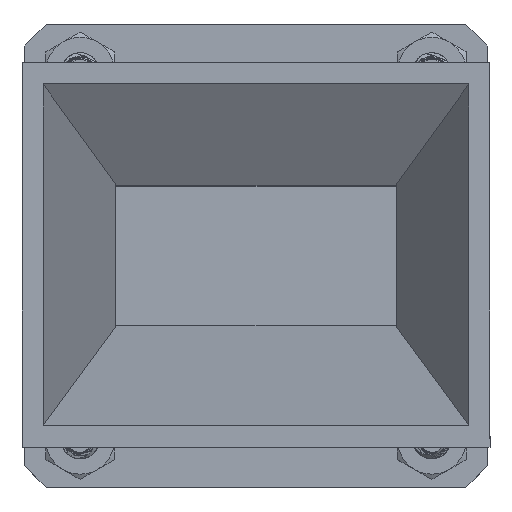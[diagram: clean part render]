
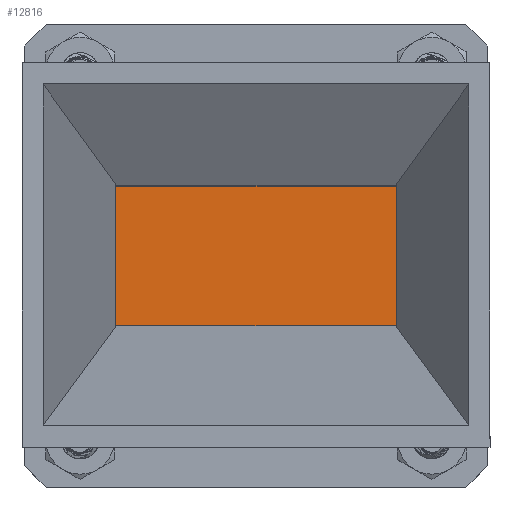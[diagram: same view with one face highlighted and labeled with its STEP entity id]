
A CAD part, top view. The second image highlights one B-rep face of the part: STEP entity #12816.
In plain terms, the highlighted face is planar.
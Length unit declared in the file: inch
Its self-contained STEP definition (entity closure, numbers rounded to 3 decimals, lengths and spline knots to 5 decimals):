
#75 = DIRECTION ( 'NONE',  ( 0., -1., 0. ) ) ;
#385 = EDGE_CURVE ( 'NONE', #6576, #4052, #2272, .T. ) ;
#777 = DIRECTION ( 'NONE',  ( 0., 0., 1. ) ) ;
#835 = ORIENTED_EDGE ( 'NONE', *, *, #385, .T. ) ;
#1083 = CARTESIAN_POINT ( 'NONE',  ( 1., 0.255, -0.51 ) ) ;
#1150 = ORIENTED_EDGE ( 'NONE', *, *, #10781, .T. ) ;
#1597 = VECTOR ( 'NONE', #9255, 39.37008 ) ;
#1883 = CARTESIAN_POINT ( 'NONE',  ( 1., 0., 0. ) ) ;
#2025 = PLANE ( 'NONE',  #4155 ) ;
#2272 = LINE ( 'NONE', #6681, #12901 ) ;
#2719 = VERTEX_POINT ( 'NONE', #12693 ) ;
#3683 = CARTESIAN_POINT ( 'NONE',  ( 1., 0.255, 0.51 ) ) ;
#4052 = VERTEX_POINT ( 'NONE', #12774 ) ;
#4155 = AXIS2_PLACEMENT_3D ( 'NONE', #1883, #8543, #777 ) ;
#4340 = VECTOR ( 'NONE', #4575, 39.37008 ) ;
#4575 = DIRECTION ( 'NONE',  ( 0., 0., -1. ) ) ;
#6390 = LINE ( 'NONE', #10801, #7988 ) ;
#6530 = EDGE_CURVE ( 'NONE', #11301, #2719, #9841, .T. ) ;
#6576 = VERTEX_POINT ( 'NONE', #13459 ) ;
#6681 = CARTESIAN_POINT ( 'NONE',  ( 1., 0.255, -0.51 ) ) ;
#6987 = EDGE_LOOP ( 'NONE', ( #835, #11670, #10759, #1150 ) ) ;
#7389 = FACE_OUTER_BOUND ( 'NONE', #6987, .T. ) ;
#7770 = LINE ( 'NONE', #1083, #4340 ) ;
#7988 = VECTOR ( 'NONE', #9718, 39.37008 ) ;
#8543 = DIRECTION ( 'NONE',  ( -1., 0., 0. ) ) ;
#9086 = EDGE_CURVE ( 'NONE', #4052, #11301, #6390, .T. ) ;
#9255 = DIRECTION ( 'NONE',  ( 0., 1., 0. ) ) ;
#9718 = DIRECTION ( 'NONE',  ( 0., 0., 1. ) ) ;
#9841 = LINE ( 'NONE', #3683, #1597 ) ;
#10635 = CARTESIAN_POINT ( 'NONE',  ( 1., -0.255, 0.51 ) ) ;
#10759 = ORIENTED_EDGE ( 'NONE', *, *, #6530, .T. ) ;
#10781 = EDGE_CURVE ( 'NONE', #2719, #6576, #7770, .T. ) ;
#10801 = CARTESIAN_POINT ( 'NONE',  ( 1., -0.255, -0.51 ) ) ;
#11301 = VERTEX_POINT ( 'NONE', #10635 ) ;
#11670 = ORIENTED_EDGE ( 'NONE', *, *, #9086, .T. ) ;
#12693 = CARTESIAN_POINT ( 'NONE',  ( 1., 0.255, 0.51 ) ) ;
#12774 = CARTESIAN_POINT ( 'NONE',  ( 1., -0.255, -0.51 ) ) ;
#12816 = ADVANCED_FACE ( 'NONE', ( #7389 ), #2025, .T. ) ;
#12901 = VECTOR ( 'NONE', #75, 39.37008 ) ;
#13459 = CARTESIAN_POINT ( 'NONE',  ( 1., 0.255, -0.51 ) ) ;
